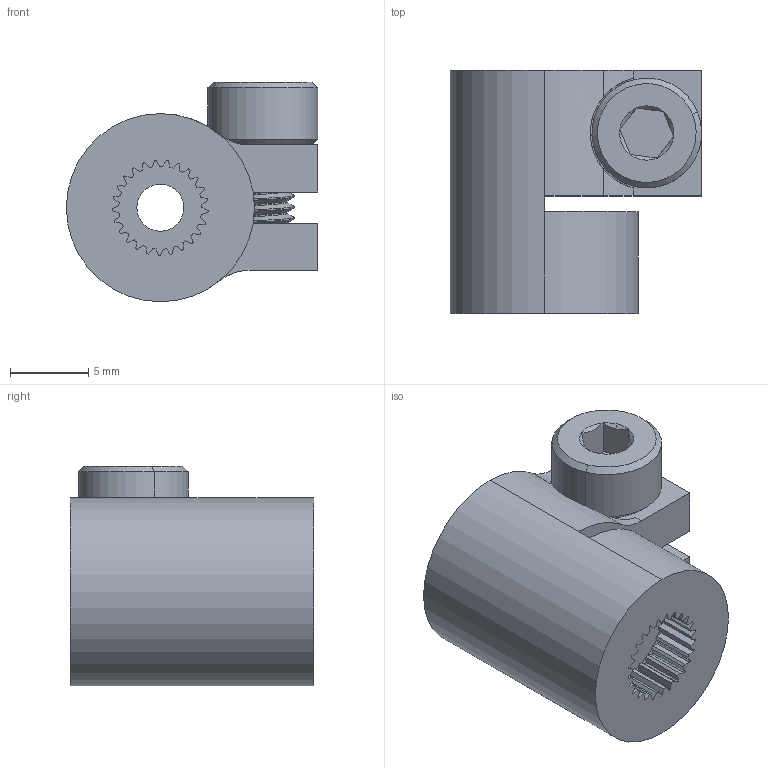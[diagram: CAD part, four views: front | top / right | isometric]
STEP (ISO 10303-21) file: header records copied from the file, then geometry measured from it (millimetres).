
FILE_DESCRIPTION (( 'STEP AP203' ), '1' );
FILE_NAME ('4001-0025-0006 assembly.STEP', '2018-08-08T19:19:59', ( '' ), ( '' ), 'SwSTEP 2.0', 'SolidWorks 2016', '' );
FILE_SCHEMA (( 'CONFIG_CONTROL_DESIGN' ));
Length unit declared in the file: millimetre
Products named in the file (3): 4001-0025-0006; 2800-0004-0008_90128A207; 4001-0025-0006 assembly
Assembly tree (2 placements, depth 2):
  4001-0025-0006 assembly
    4001-0025-0006
    2800-0004-0008_90128A207
Bounding box: 16.03 x 15.5 x 14 mm (x, y, z)
Volume: 1617.8 mm3; surface area: 1787.8 mm2
Topology: 2 solids, 2 shells, 232 faces, 650 edges, 425 vertices
Faces by surface type: cylinder 139, plane 76, cone 13, bspline 4
Entity records: 11352 total; most frequent: CARTESIAN_POINT 5369, ORIENTED_EDGE 1300, DIRECTION 1123, EDGE_CURVE 650, VERTEX_POINT 425, AXIS2_PLACEMENT_3D 395, VECTOR 333, LINE 333
